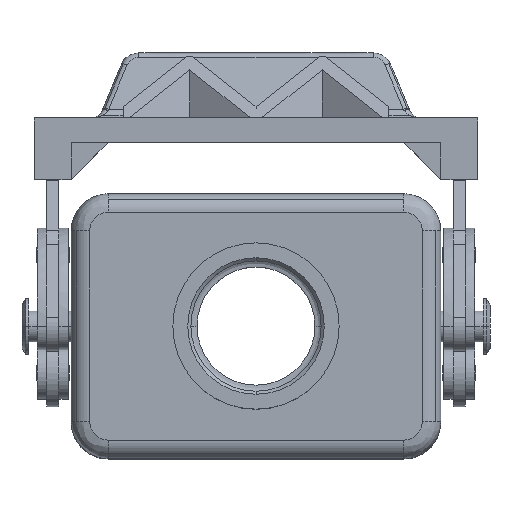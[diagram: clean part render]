
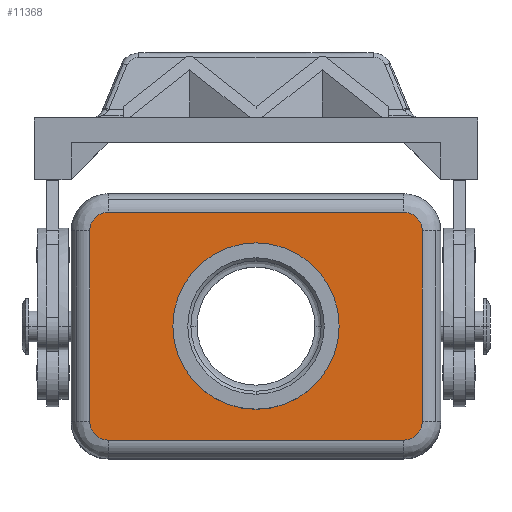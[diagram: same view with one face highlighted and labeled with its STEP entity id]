
A CAD part, top view. The second image highlights one B-rep face of the part: STEP entity #11368.
In plain terms, the highlighted planar face has unit normal (0, 0, 1).
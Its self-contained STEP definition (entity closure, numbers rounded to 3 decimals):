
#3663=CARTESIAN_POINT('',(-27.,-15.5,45.0));
#3664=VERTEX_POINT('',#3663);
#3672=CARTESIAN_POINT('',(-27.,15.5,45.0));
#3673=VERTEX_POINT('',#3672);
#3674=CARTESIAN_POINT('',(-27.,-15.5,45.0));
#3675=DIRECTION('',(0.0,1.0,0.0));
#3676=VECTOR('',#3675,31.);
#3677=LINE('',#3674,#3676);
#3678=EDGE_CURVE('',#3664,#3673,#3677,.T.);
#4754=CARTESIAN_POINT('',(0.0,13.5,45.0));
#4755=VERTEX_POINT('',#4754);
#4771=CARTESIAN_POINT('',(0.,-13.5,45.0));
#4772=VERTEX_POINT('',#4771);
#4779=CARTESIAN_POINT('',(0.0,0.,45.0));
#4780=DIRECTION('',(0.0,0.0,-1.0));
#4781=DIRECTION('',(0.0,1.0,0.0));
#4782=AXIS2_PLACEMENT_3D('',#4779,#4780,#4781);
#4783=CIRCLE('',#4782,13.5);
#4784=EDGE_CURVE('',#4755,#4772,#4783,.T.);
#6348=CARTESIAN_POINT('',(0.0,0.,45.0));
#6349=DIRECTION('',(0.0,0.0,-1.0));
#6350=DIRECTION('',(0.0,1.0,0.0));
#6351=AXIS2_PLACEMENT_3D('',#6348,#6349,#6350);
#6352=CIRCLE('',#6351,13.5);
#6353=EDGE_CURVE('',#4772,#4755,#6352,.T.);
#10645=CARTESIAN_POINT('',(24.0,-18.5,45.0));
#10646=VERTEX_POINT('',#10645);
#10654=CARTESIAN_POINT('',(-24.,-18.5,45.0));
#10655=VERTEX_POINT('',#10654);
#10656=CARTESIAN_POINT('',(24.0,-18.5,45.0));
#10657=DIRECTION('',(-1.0,0.0,0.0));
#10658=VECTOR('',#10657,48.);
#10659=LINE('',#10656,#10658);
#10660=EDGE_CURVE('',#10646,#10655,#10659,.T.);
#10743=CARTESIAN_POINT('',(-24.,-15.5,45.0));
#10744=DIRECTION('',(0.0,0.0,-1.0));
#10745=DIRECTION('',(-0.707,-0.707,0.0));
#10746=AXIS2_PLACEMENT_3D('',#10743,#10744,#10745);
#10747=CIRCLE('',#10746,3.);
#10748=EDGE_CURVE('',#10655,#3664,#10747,.T.);
#10807=CARTESIAN_POINT('',(27.,-15.5,45.0));
#10808=VERTEX_POINT('',#10807);
#10816=CARTESIAN_POINT('',(24.0,-15.5,45.0));
#10817=DIRECTION('',(0.0,0.0,-1.0));
#10818=DIRECTION('',(0.707,-0.707,0.0));
#10819=AXIS2_PLACEMENT_3D('',#10816,#10817,#10818);
#10820=CIRCLE('',#10819,3.);
#10821=EDGE_CURVE('',#10808,#10646,#10820,.T.);
#10860=CARTESIAN_POINT('',(27.,15.5,45.0));
#10861=VERTEX_POINT('',#10860);
#10869=CARTESIAN_POINT('',(27.,15.5,45.0));
#10870=DIRECTION('',(0.0,-1.0,0.0));
#10871=VECTOR('',#10870,31.);
#10872=LINE('',#10869,#10871);
#10873=EDGE_CURVE('',#10861,#10808,#10872,.T.);
#10932=CARTESIAN_POINT('',(-24.,18.5,45.0));
#10933=VERTEX_POINT('',#10932);
#10952=CARTESIAN_POINT('',(-24.,15.5,45.0));
#10953=DIRECTION('',(0.0,0.0,-1.0));
#10954=DIRECTION('',(-0.707,0.707,0.0));
#10955=AXIS2_PLACEMENT_3D('',#10952,#10953,#10954);
#10956=CIRCLE('',#10955,3.);
#10957=EDGE_CURVE('',#3673,#10933,#10956,.T.);
#11016=CARTESIAN_POINT('',(24.0,18.5,45.0));
#11017=VERTEX_POINT('',#11016);
#11025=CARTESIAN_POINT('',(24.0,15.5,45.0));
#11026=DIRECTION('',(0.0,0.0,-1.0));
#11027=DIRECTION('',(0.707,0.707,0.0));
#11028=AXIS2_PLACEMENT_3D('',#11025,#11026,#11027);
#11029=CIRCLE('',#11028,3.);
#11030=EDGE_CURVE('',#11017,#10861,#11029,.T.);
#11052=CARTESIAN_POINT('',(-24.,18.5,45.0));
#11053=DIRECTION('',(1.0,0.0,0.0));
#11054=VECTOR('',#11053,48.);
#11055=LINE('',#11052,#11054);
#11056=EDGE_CURVE('',#10933,#11017,#11055,.T.);
#11349=CARTESIAN_POINT('',(30.,0.0,45.0));
#11350=DIRECTION('',(0.0,0.0,1.0));
#11351=DIRECTION('',(1.0,0.0,0.0));
#11352=AXIS2_PLACEMENT_3D('',#11349,#11350,#11351);
#11353=PLANE('',#11352);
#11354=ORIENTED_EDGE('',*,*,#10660,.F.);
#11355=ORIENTED_EDGE('',*,*,#10821,.F.);
#11356=ORIENTED_EDGE('',*,*,#10873,.F.);
#11357=ORIENTED_EDGE('',*,*,#11030,.F.);
#11358=ORIENTED_EDGE('',*,*,#11056,.F.);
#11359=ORIENTED_EDGE('',*,*,#10957,.F.);
#11360=ORIENTED_EDGE('',*,*,#3678,.F.);
#11361=ORIENTED_EDGE('',*,*,#10748,.F.);
#11362=EDGE_LOOP('',(#11354,#11355,#11356,#11357,#11358,#11359,#11360,#11361));
#11363=FACE_OUTER_BOUND('',#11362,.T.);
#11364=ORIENTED_EDGE('',*,*,#4784,.T.);
#11365=ORIENTED_EDGE('',*,*,#6353,.T.);
#11366=EDGE_LOOP('',(#11364,#11365));
#11367=FACE_BOUND('',#11366,.T.);
#11368=ADVANCED_FACE('',(#11363,#11367),#11353,.T.);
